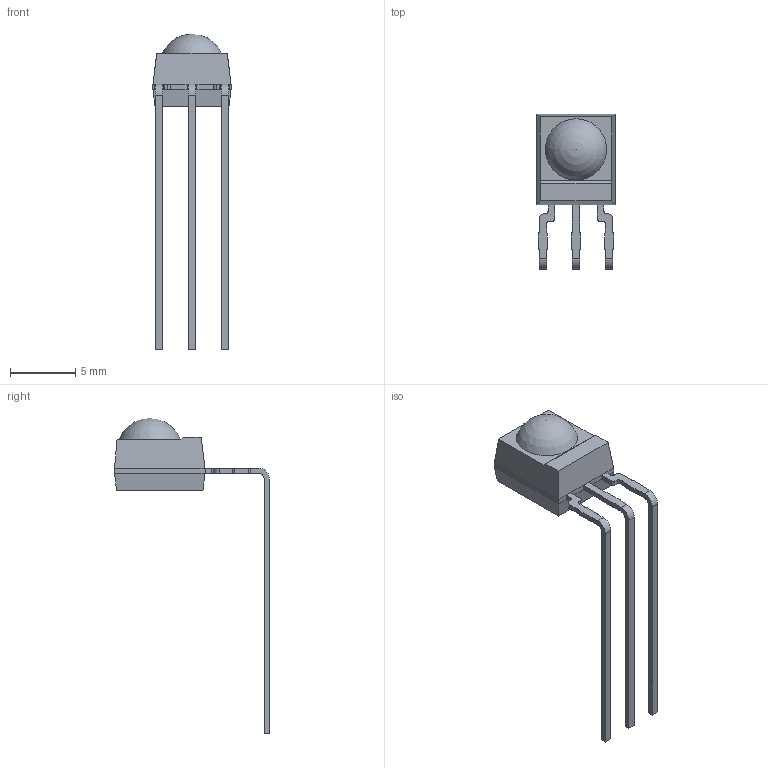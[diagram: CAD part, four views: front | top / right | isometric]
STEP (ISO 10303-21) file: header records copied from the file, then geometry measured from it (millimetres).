
FILE_DESCRIPTION(/* description */ (''),/* implementation_level */ '2;1');
FILE_NAME(/* name */ 'Component3.step',/* time_stamp */ '2025-11-21T18:32:30+01:00',/* author */ (''),/* organization */ (''),/* preprocessor_version */ 'ST-DEVELOPER v20.1',/* originating_system */ 'Autodesk Translation Framework v14.17.0.0',/* authorisation */ '');
FILE_SCHEMA (('AUTOMOTIVE_DESIGN { 1 0 10303 214 3 1 1 }'));
Length unit declared in the file: millimetre
Products named in the file (1): FusionComponent
Bounding box: 6 x 11.9 x 24.25 mm (x, y, z)
Volume: 189.4 mm3; surface area: 332.8 mm2
Topology: 1 solids, 1 shells, 87 faces, 235 edges, 150 vertices
Faces by surface type: plane 60, cylinder 26, sphere 1
Entity records: 2738 total; most frequent: CARTESIAN_POINT 472, ORIENTED_EDGE 468, DIRECTION 464, EDGE_CURVE 234, LINE 180, VECTOR 180, VERTEX_POINT 150, AXIS2_PLACEMENT_3D 142
